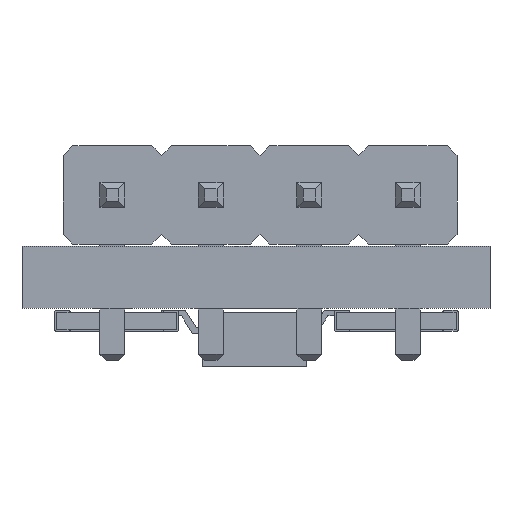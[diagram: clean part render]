
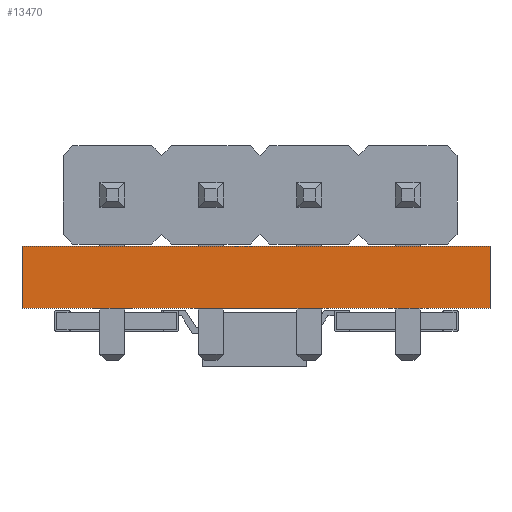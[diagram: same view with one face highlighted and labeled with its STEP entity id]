
A CAD part, front view. The second image highlights one B-rep face of the part: STEP entity #13470.
In plain terms, the highlighted planar face has unit normal (0, -1, 0).
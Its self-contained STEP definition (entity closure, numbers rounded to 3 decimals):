
#13470 = ADVANCED_FACE('',(#13471),#13485,.T.);
#13471 = FACE_BOUND('',#13472,.T.);
#13472 = EDGE_LOOP('',(#13473,#13508,#13536,#13564));
#13473 = ORIENTED_EDGE('',*,*,#13474,.T.);
#13474 = EDGE_CURVE('',#13475,#13477,#13479,.T.);
#13475 = VERTEX_POINT('',#13476);
#13476 = CARTESIAN_POINT('',(46.51,-45.45,0.));
#13477 = VERTEX_POINT('',#13478);
#13478 = CARTESIAN_POINT('',(46.51,-45.45,1.6));
#13479 = SURFACE_CURVE('',#13480,(#13484,#13496),.PCURVE_S1.);
#13480 = LINE('',#13481,#13482);
#13481 = CARTESIAN_POINT('',(46.51,-45.45,0.));
#13482 = VECTOR('',#13483,1.);
#13483 = DIRECTION('',(0.,0.,1.));
#13484 = PCURVE('',#13485,#13490);
#13485 = PLANE('',#13486);
#13486 = AXIS2_PLACEMENT_3D('',#13487,#13488,#13489);
#13487 = CARTESIAN_POINT('',(46.51,-45.45,0.));
#13488 = DIRECTION('',(0.,-1.,0.));
#13489 = DIRECTION('',(-1.,0.,0.));
#13490 = DEFINITIONAL_REPRESENTATION('',(#13491),#13495);
#13491 = LINE('',#13492,#13493);
#13492 = CARTESIAN_POINT('',(0.,-0.));
#13493 = VECTOR('',#13494,1.);
#13494 = DIRECTION('',(0.,-1.));
#13495 = ( GEOMETRIC_REPRESENTATION_CONTEXT(2) 
PARAMETRIC_REPRESENTATION_CONTEXT() REPRESENTATION_CONTEXT('2D SPACE',''
  ) );
#13496 = PCURVE('',#13497,#13502);
#13497 = PLANE('',#13498);
#13498 = AXIS2_PLACEMENT_3D('',#13499,#13500,#13501);
#13499 = CARTESIAN_POINT('',(46.51,-26.17,0.));
#13500 = DIRECTION('',(1.,0.,-0.));
#13501 = DIRECTION('',(0.,-1.,0.));
#13502 = DEFINITIONAL_REPRESENTATION('',(#13503),#13507);
#13503 = LINE('',#13504,#13505);
#13504 = CARTESIAN_POINT('',(19.28,0.));
#13505 = VECTOR('',#13506,1.);
#13506 = DIRECTION('',(0.,-1.));
#13507 = ( GEOMETRIC_REPRESENTATION_CONTEXT(2) 
PARAMETRIC_REPRESENTATION_CONTEXT() REPRESENTATION_CONTEXT('2D SPACE',''
  ) );
#13508 = ORIENTED_EDGE('',*,*,#13509,.T.);
#13509 = EDGE_CURVE('',#13477,#13510,#13512,.T.);
#13510 = VERTEX_POINT('',#13511);
#13511 = CARTESIAN_POINT('',(34.44,-45.45,1.6));
#13512 = SURFACE_CURVE('',#13513,(#13517,#13524),.PCURVE_S1.);
#13513 = LINE('',#13514,#13515);
#13514 = CARTESIAN_POINT('',(46.51,-45.45,1.6));
#13515 = VECTOR('',#13516,1.);
#13516 = DIRECTION('',(-1.,0.,0.));
#13517 = PCURVE('',#13485,#13518);
#13518 = DEFINITIONAL_REPRESENTATION('',(#13519),#13523);
#13519 = LINE('',#13520,#13521);
#13520 = CARTESIAN_POINT('',(0.,-1.6));
#13521 = VECTOR('',#13522,1.);
#13522 = DIRECTION('',(1.,0.));
#13523 = ( GEOMETRIC_REPRESENTATION_CONTEXT(2) 
PARAMETRIC_REPRESENTATION_CONTEXT() REPRESENTATION_CONTEXT('2D SPACE',''
  ) );
#13524 = PCURVE('',#13525,#13530);
#13525 = PLANE('',#13526);
#13526 = AXIS2_PLACEMENT_3D('',#13527,#13528,#13529);
#13527 = CARTESIAN_POINT('',(40.475,-35.81,1.6));
#13528 = DIRECTION('',(-0.,-0.,-1.));
#13529 = DIRECTION('',(-1.,0.,0.));
#13530 = DEFINITIONAL_REPRESENTATION('',(#13531),#13535);
#13531 = LINE('',#13532,#13533);
#13532 = CARTESIAN_POINT('',(-6.035,-9.64));
#13533 = VECTOR('',#13534,1.);
#13534 = DIRECTION('',(1.,0.));
#13535 = ( GEOMETRIC_REPRESENTATION_CONTEXT(2) 
PARAMETRIC_REPRESENTATION_CONTEXT() REPRESENTATION_CONTEXT('2D SPACE',''
  ) );
#13536 = ORIENTED_EDGE('',*,*,#13537,.F.);
#13537 = EDGE_CURVE('',#13538,#13510,#13540,.T.);
#13538 = VERTEX_POINT('',#13539);
#13539 = CARTESIAN_POINT('',(34.44,-45.45,0.));
#13540 = SURFACE_CURVE('',#13541,(#13545,#13552),.PCURVE_S1.);
#13541 = LINE('',#13542,#13543);
#13542 = CARTESIAN_POINT('',(34.44,-45.45,0.));
#13543 = VECTOR('',#13544,1.);
#13544 = DIRECTION('',(0.,0.,1.));
#13545 = PCURVE('',#13485,#13546);
#13546 = DEFINITIONAL_REPRESENTATION('',(#13547),#13551);
#13547 = LINE('',#13548,#13549);
#13548 = CARTESIAN_POINT('',(12.07,0.));
#13549 = VECTOR('',#13550,1.);
#13550 = DIRECTION('',(0.,-1.));
#13551 = ( GEOMETRIC_REPRESENTATION_CONTEXT(2) 
PARAMETRIC_REPRESENTATION_CONTEXT() REPRESENTATION_CONTEXT('2D SPACE',''
  ) );
#13552 = PCURVE('',#13553,#13558);
#13553 = PLANE('',#13554);
#13554 = AXIS2_PLACEMENT_3D('',#13555,#13556,#13557);
#13555 = CARTESIAN_POINT('',(34.44,-45.45,0.));
#13556 = DIRECTION('',(-1.,0.,0.));
#13557 = DIRECTION('',(0.,1.,0.));
#13558 = DEFINITIONAL_REPRESENTATION('',(#13559),#13563);
#13559 = LINE('',#13560,#13561);
#13560 = CARTESIAN_POINT('',(0.,0.));
#13561 = VECTOR('',#13562,1.);
#13562 = DIRECTION('',(0.,-1.));
#13563 = ( GEOMETRIC_REPRESENTATION_CONTEXT(2) 
PARAMETRIC_REPRESENTATION_CONTEXT() REPRESENTATION_CONTEXT('2D SPACE',''
  ) );
#13564 = ORIENTED_EDGE('',*,*,#13565,.F.);
#13565 = EDGE_CURVE('',#13475,#13538,#13566,.T.);
#13566 = SURFACE_CURVE('',#13567,(#13571,#13578),.PCURVE_S1.);
#13567 = LINE('',#13568,#13569);
#13568 = CARTESIAN_POINT('',(46.51,-45.45,0.));
#13569 = VECTOR('',#13570,1.);
#13570 = DIRECTION('',(-1.,0.,0.));
#13571 = PCURVE('',#13485,#13572);
#13572 = DEFINITIONAL_REPRESENTATION('',(#13573),#13577);
#13573 = LINE('',#13574,#13575);
#13574 = CARTESIAN_POINT('',(0.,-0.));
#13575 = VECTOR('',#13576,1.);
#13576 = DIRECTION('',(1.,0.));
#13577 = ( GEOMETRIC_REPRESENTATION_CONTEXT(2) 
PARAMETRIC_REPRESENTATION_CONTEXT() REPRESENTATION_CONTEXT('2D SPACE',''
  ) );
#13578 = PCURVE('',#13579,#13584);
#13579 = PLANE('',#13580);
#13580 = AXIS2_PLACEMENT_3D('',#13581,#13582,#13583);
#13581 = CARTESIAN_POINT('',(40.475,-35.81,0.));
#13582 = DIRECTION('',(-0.,-0.,-1.));
#13583 = DIRECTION('',(-1.,0.,0.));
#13584 = DEFINITIONAL_REPRESENTATION('',(#13585),#13589);
#13585 = LINE('',#13586,#13587);
#13586 = CARTESIAN_POINT('',(-6.035,-9.64));
#13587 = VECTOR('',#13588,1.);
#13588 = DIRECTION('',(1.,0.));
#13589 = ( GEOMETRIC_REPRESENTATION_CONTEXT(2) 
PARAMETRIC_REPRESENTATION_CONTEXT() REPRESENTATION_CONTEXT('2D SPACE',''
  ) );
